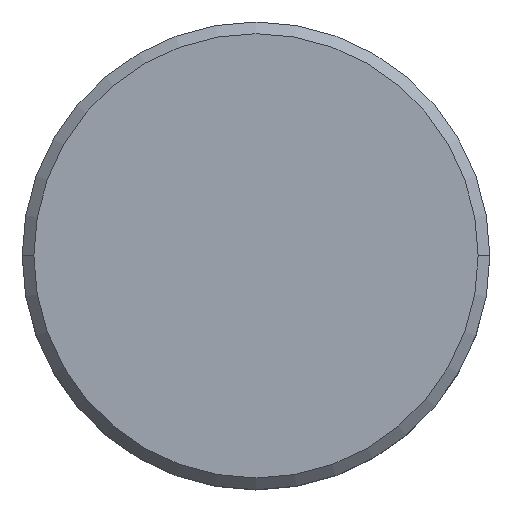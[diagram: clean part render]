
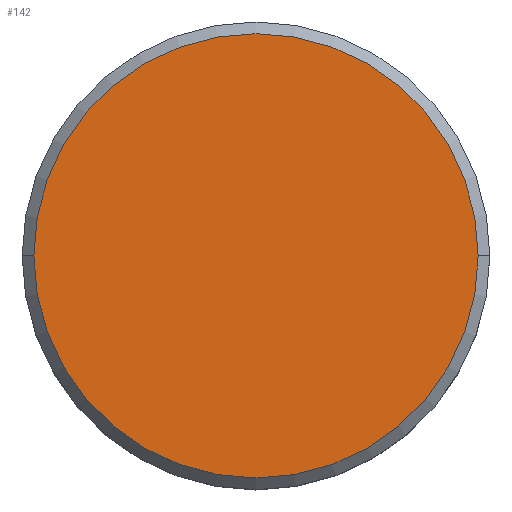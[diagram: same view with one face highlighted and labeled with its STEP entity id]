
A CAD part, top view. The second image highlights one B-rep face of the part: STEP entity #142.
In plain terms, the highlighted planar face has unit normal (0, 0, 1).
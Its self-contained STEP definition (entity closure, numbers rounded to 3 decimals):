
#3 = DIRECTION ( 'NONE',  ( 1., 0., 0. ) ) ;
#7 = VERTEX_POINT ( 'NONE', #57 ) ;
#15 = DIRECTION ( 'NONE',  ( 0., 0., 1. ) ) ;
#35 = ORIENTED_EDGE ( 'NONE', *, *, #327, .T. ) ;
#40 = CIRCLE ( 'NONE', #366, 9.5 ) ;
#41 = CARTESIAN_POINT ( 'NONE',  ( 0., 0., 0. ) ) ;
#52 = CARTESIAN_POINT ( 'NONE',  ( 0., 0., 0. ) ) ;
#57 = CARTESIAN_POINT ( 'NONE',  ( 9.5, 0., 0. ) ) ;
#80 = CARTESIAN_POINT ( 'NONE',  ( -9.5, 0., 0. ) ) ;
#81 = EDGE_LOOP ( 'NONE', ( #273, #35 ) ) ;
#118 = FACE_OUTER_BOUND ( 'NONE', #81, .T. ) ;
#127 = VERTEX_POINT ( 'NONE', #80 ) ;
#142 = ADVANCED_FACE ( 'NONE', ( #118 ), #259, .T. ) ;
#159 = AXIS2_PLACEMENT_3D ( 'NONE', #41, #324, #178 ) ;
#178 = DIRECTION ( 'NONE',  ( 1., 0., 0. ) ) ;
#217 = CARTESIAN_POINT ( 'NONE',  ( 0., 0., 0. ) ) ;
#227 = DIRECTION ( 'NONE',  ( 1., 0., 0. ) ) ;
#259 = PLANE ( 'NONE',  #159 ) ;
#273 = ORIENTED_EDGE ( 'NONE', *, *, #381, .T. ) ;
#291 = AXIS2_PLACEMENT_3D ( 'NONE', #52, #15, #227 ) ;
#324 = DIRECTION ( 'NONE',  ( 0., 0., 1. ) ) ;
#327 = EDGE_CURVE ( 'NONE', #7, #127, #40, .T. ) ;
#350 = DIRECTION ( 'NONE',  ( 0., 0., 1. ) ) ;
#366 = AXIS2_PLACEMENT_3D ( 'NONE', #217, #350, #3 ) ;
#381 = EDGE_CURVE ( 'NONE', #127, #7, #457, .T. ) ;
#457 = CIRCLE ( 'NONE', #291, 9.5 ) ;
